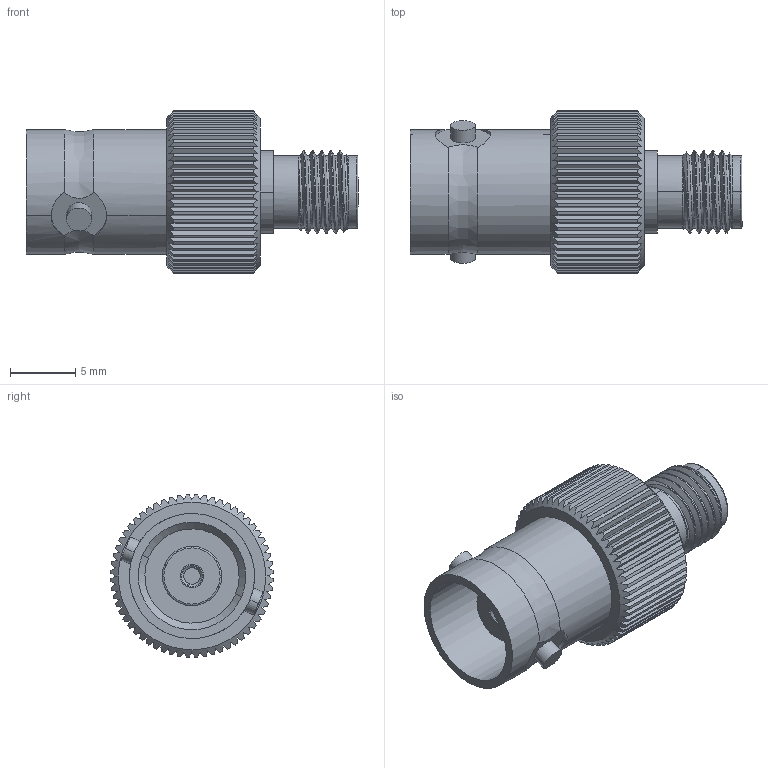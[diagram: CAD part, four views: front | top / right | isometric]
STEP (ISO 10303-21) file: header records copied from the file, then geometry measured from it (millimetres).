
FILE_DESCRIPTION (( 'STEP AP203' ), '1' );
FILE_NAME ('SM4709.step', '2018-09-20T18:57:17', ( '' ), ( '' ), 'SwSTEP 2.0', 'SolidWorks 2017', '' );
FILE_SCHEMA (( 'CONFIG_CONTROL_DESIGN' ));
Length unit declared in the file: inch
Products named in the file (1): SM4709
Bounding box: 25.5 x 12.49 x 12.49 mm (x, y, z)
Volume: 1368.7 mm3; surface area: 1595.6 mm2
Topology: 1 solids, 1 shells, 288 faces, 798 edges, 525 vertices
Faces by surface type: plane 153, cylinder 108, cone 18, bspline 5, torus 4
Entity records: 10705 total; most frequent: CARTESIAN_POINT 3676, ORIENTED_EDGE 1596, DIRECTION 1293, EDGE_CURVE 798, VERTEX_POINT 525, AXIS2_PLACEMENT_3D 509, EDGE_LOOP 301, FACE_OUTER_BOUND 288
